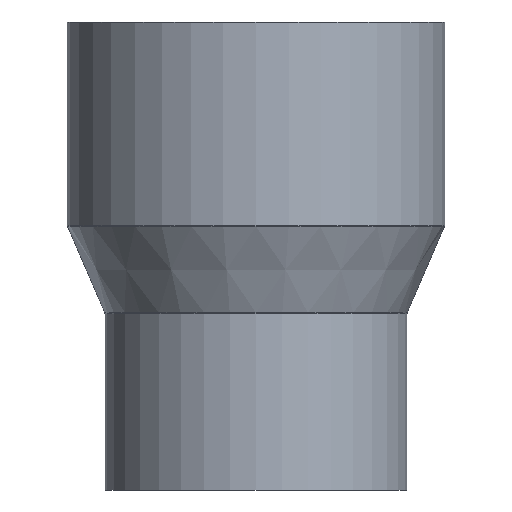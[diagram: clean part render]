
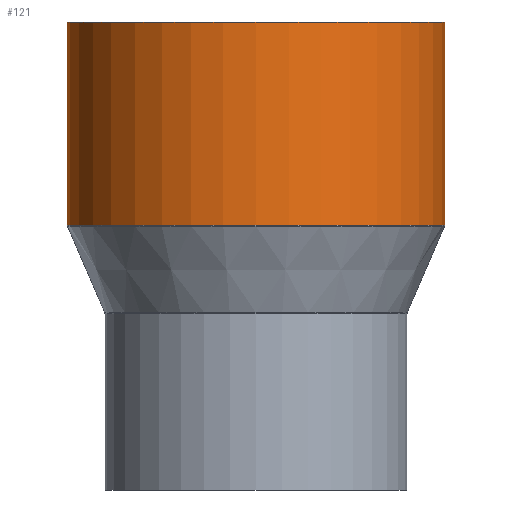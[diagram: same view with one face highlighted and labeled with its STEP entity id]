
A CAD part, front view. The second image highlights one B-rep face of the part: STEP entity #121.
In plain terms, the highlighted cylindrical face has radius 125 mm (diameter 250 mm), a partial arc.
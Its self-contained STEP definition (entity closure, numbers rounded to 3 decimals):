
#21 = CYLINDRICAL_SURFACE ( 'NONE', #611, 125. ) ;
#24 = CARTESIAN_POINT ( 'NONE',  ( -125., 0., 24.193 ) ) ;
#31 = ORIENTED_EDGE ( 'NONE', *, *, #423, .F. ) ;
#37 = EDGE_LOOP ( 'NONE', ( #31, #583, #352, #435 ) ) ;
#50 = LINE ( 'NONE', #605, #599 ) ;
#56 = CARTESIAN_POINT ( 'NONE',  ( 0., 0., 158.78 ) ) ;
#64 = CARTESIAN_POINT ( 'NONE',  ( 0., 0., -16.533 ) ) ;
#75 = CARTESIAN_POINT ( 'NONE',  ( -125., 0., -16.533 ) ) ;
#102 = CIRCLE ( 'NONE', #489, 125. ) ;
#121 = ADVANCED_FACE ( 'NONE', ( #268 ), #21, .T. ) ;
#122 = VECTOR ( 'NONE', #485, 1000. ) ;
#162 = DIRECTION ( 'NONE',  ( -1., 0., 0. ) ) ;
#165 = DIRECTION ( 'NONE',  ( 0., 0., -1. ) ) ;
#168 = CARTESIAN_POINT ( 'NONE',  ( 125., 0., 24.193 ) ) ;
#176 = DIRECTION ( 'NONE',  ( 0., 0., -1. ) ) ;
#212 = DIRECTION ( 'NONE',  ( -1., 0., 0. ) ) ;
#222 = EDGE_CURVE ( 'NONE', #602, #257, #529, .T. ) ;
#234 = CARTESIAN_POINT ( 'NONE',  ( 0., 0., 24.193 ) ) ;
#257 = VERTEX_POINT ( 'NONE', #24 ) ;
#267 = DIRECTION ( 'NONE',  ( 0., 0., -1. ) ) ;
#268 = FACE_OUTER_BOUND ( 'NONE', #37, .T. ) ;
#287 = DIRECTION ( 'NONE',  ( -1., 0., 0. ) ) ;
#298 = EDGE_CURVE ( 'NONE', #588, #257, #590, .T. ) ;
#352 = ORIENTED_EDGE ( 'NONE', *, *, #222, .T. ) ;
#365 = CARTESIAN_POINT ( 'NONE',  ( 125., 0., 158.78 ) ) ;
#423 = EDGE_CURVE ( 'NONE', #637, #588, #50, .T. ) ;
#435 = ORIENTED_EDGE ( 'NONE', *, *, #298, .F. ) ;
#485 = DIRECTION ( 'NONE',  ( 0., 0., -1. ) ) ;
#489 = AXIS2_PLACEMENT_3D ( 'NONE', #56, #267, #212 ) ;
#502 = DIRECTION ( 'NONE',  ( 0., 0., -1. ) ) ;
#520 = CARTESIAN_POINT ( 'NONE',  ( -125., 0., 158.78 ) ) ;
#529 = LINE ( 'NONE', #75, #122 ) ;
#532 = EDGE_CURVE ( 'NONE', #637, #602, #102, .T. ) ;
#540 = AXIS2_PLACEMENT_3D ( 'NONE', #234, #176, #287 ) ;
#583 = ORIENTED_EDGE ( 'NONE', *, *, #532, .T. ) ;
#588 = VERTEX_POINT ( 'NONE', #168 ) ;
#590 = CIRCLE ( 'NONE', #540, 125. ) ;
#599 = VECTOR ( 'NONE', #502, 1000. ) ;
#602 = VERTEX_POINT ( 'NONE', #520 ) ;
#605 = CARTESIAN_POINT ( 'NONE',  ( 125., 0., -16.533 ) ) ;
#611 = AXIS2_PLACEMENT_3D ( 'NONE', #64, #165, #162 ) ;
#637 = VERTEX_POINT ( 'NONE', #365 ) ;
